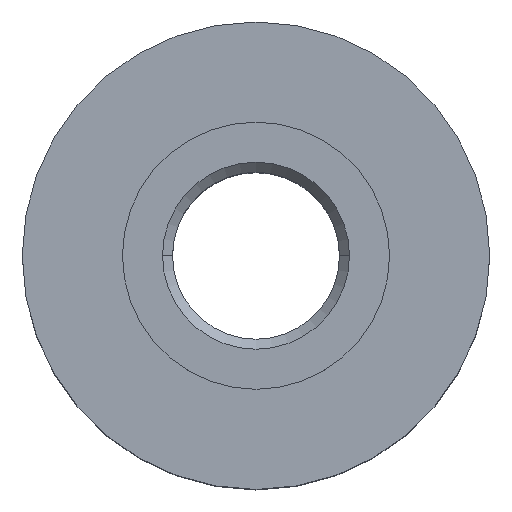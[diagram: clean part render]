
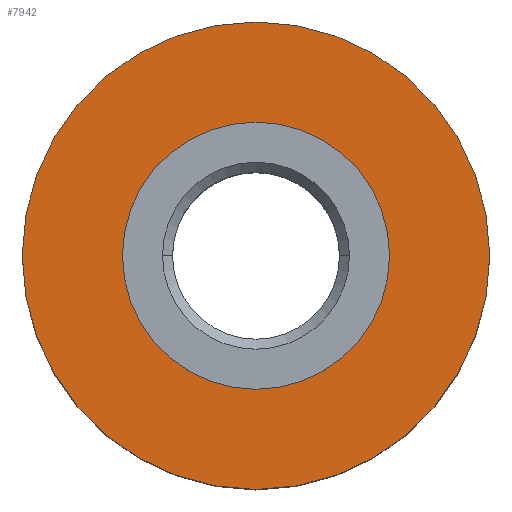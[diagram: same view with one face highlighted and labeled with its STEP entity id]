
A CAD part, top view. The second image highlights one B-rep face of the part: STEP entity #7942.
In plain terms, the highlighted planar face has unit normal (0, 0, 1).
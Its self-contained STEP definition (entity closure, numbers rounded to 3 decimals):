
#403 = VERTEX_POINT ( 'NONE', #1691 ) ;
#495 = VERTEX_POINT ( 'NONE', #4328 ) ;
#496 = VERTEX_POINT ( 'NONE', #4329 ) ;
#505 = VERTEX_POINT ( 'NONE', #4338 ) ;
#1180 = EDGE_CURVE ( 'NONE', #496, #403, #5356, .T. ) ;
#1218 = EDGE_CURVE ( 'NONE', #505, #495, #5410, .T. ) ;
#1281 = EDGE_CURVE ( 'NONE', #495, #505, #5507, .T. ) ;
#1282 = EDGE_CURVE ( 'NONE', #403, #496, #5509, .T. ) ;
#1691 = CARTESIAN_POINT ( 'NONE',  ( -4., 0., 4.5 ) ) ;
#1807 = AXIS2_PLACEMENT_3D ( 'NONE', #4601, #4602, #4603 ) ;
#1831 = AXIS2_PLACEMENT_3D ( 'NONE', #4700, #4701, #4702 ) ;
#1862 = AXIS2_PLACEMENT_3D ( 'NONE', #4856, #4857, #4858 ) ;
#1863 = AXIS2_PLACEMENT_3D ( 'NONE', #4859, #4860, #4861 ) ;
#2106 = AXIS2_PLACEMENT_3D ( 'NONE', #7839, #7838, #7843 ) ;
#2357 = ORIENTED_EDGE ( 'NONE', *, *, #1180, .F. ) ;
#2358 = ORIENTED_EDGE ( 'NONE', *, *, #1282, .F. ) ;
#2359 = ORIENTED_EDGE ( 'NONE', *, *, #1218, .T. ) ;
#2360 = ORIENTED_EDGE ( 'NONE', *, *, #1281, .T. ) ;
#3405 = FACE_BOUND ( 'NONE', #6082, .T. ) ;
#3419 = FACE_OUTER_BOUND ( 'NONE', #6075, .T. ) ;
#4328 = CARTESIAN_POINT ( 'NONE',  ( -7., 0., 4.5 ) ) ;
#4329 = CARTESIAN_POINT ( 'NONE',  ( 4., 0., 4.5 ) ) ;
#4338 = CARTESIAN_POINT ( 'NONE',  ( 7., 0., 4.5 ) ) ;
#4601 = CARTESIAN_POINT ( 'NONE',  ( 0., 0., 4.5 ) ) ;
#4602 = DIRECTION ( 'NONE',  ( 0., 0., 1. ) ) ;
#4603 = DIRECTION ( 'NONE',  ( 1., 0., 0. ) ) ;
#4700 = CARTESIAN_POINT ( 'NONE',  ( 0., 0., 4.5 ) ) ;
#4701 = DIRECTION ( 'NONE',  ( 0., 0., 1. ) ) ;
#4702 = DIRECTION ( 'NONE',  ( 1., 0., 0. ) ) ;
#4856 = CARTESIAN_POINT ( 'NONE',  ( 0., 0., 4.5 ) ) ;
#4857 = DIRECTION ( 'NONE',  ( 0., 0., 1. ) ) ;
#4858 = DIRECTION ( 'NONE',  ( 1., 0., 0. ) ) ;
#4859 = CARTESIAN_POINT ( 'NONE',  ( 0., 0., 4.5 ) ) ;
#4860 = DIRECTION ( 'NONE',  ( 0., 0., 1. ) ) ;
#4861 = DIRECTION ( 'NONE',  ( 1., 0., 0. ) ) ;
#5356 = CIRCLE ( 'NONE', #1807, 4. ) ;
#5410 = CIRCLE ( 'NONE', #1831, 7. ) ;
#5507 = CIRCLE ( 'NONE', #1862, 7. ) ;
#5509 = CIRCLE ( 'NONE', #1863, 4. ) ;
#6075 = EDGE_LOOP ( 'NONE', ( #2359, #2360 ) ) ;
#6082 = EDGE_LOOP ( 'NONE', ( #2357, #2358 ) ) ;
#7838 = DIRECTION ( 'NONE',  ( 0., 0., -1. ) ) ;
#7839 = CARTESIAN_POINT ( 'NONE',  ( 0., 7., 4.5 ) ) ;
#7841 = PLANE ( 'NONE',  #2106 ) ;
#7843 = DIRECTION ( 'NONE',  ( -1., 0., 0. ) ) ;
#7942 = ADVANCED_FACE ( 'NONE', ( #3405, #3419 ), #7841, .F. ) ;
